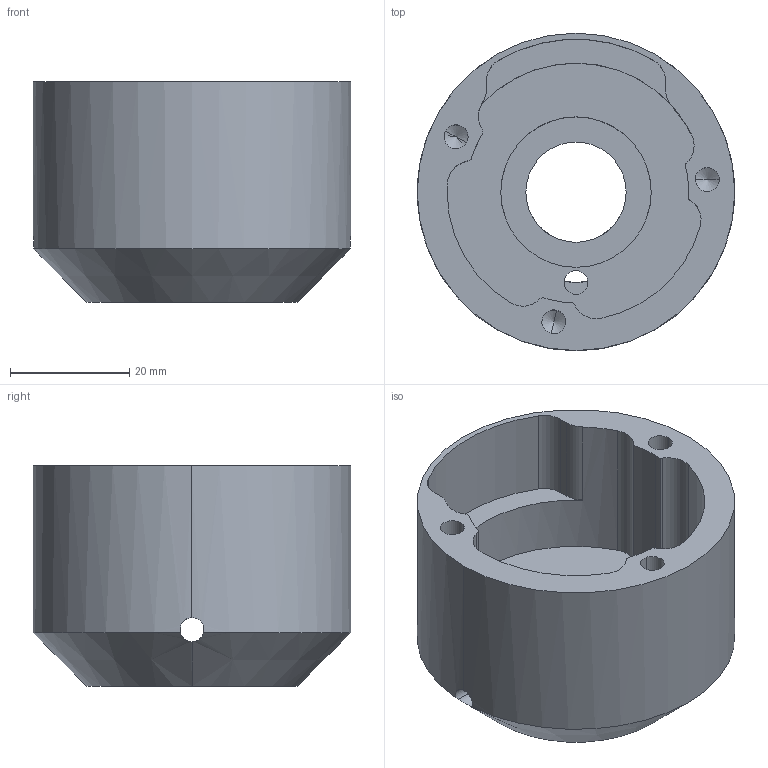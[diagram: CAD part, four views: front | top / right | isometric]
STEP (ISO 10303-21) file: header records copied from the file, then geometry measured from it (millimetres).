
FILE_DESCRIPTION(('CATIA V5 STEP Exchange'),'2;1');
FILE_NAME('Tete capteur.stp','2018-12-04T17:14:45+00:00',('none'),('none'),'Version 5-6 Release 2013','CATIA V5 STEP AP203','none');
FILE_SCHEMA(('CONFIG_CONTROL_DESIGN'));
Length unit declared in the file: millimetre
Products named in the file (1): Partie capteur
Bounding box: 53.19 x 53.19 x 37 mm (x, y, z)
Volume: 33489.6 mm3; surface area: 14455.9 mm2
Topology: 1 solids, 1 shells, 70 faces, 204 edges, 132 vertices
Faces by surface type: cylinder 50, plane 12, cone 8
Entity records: 2220 total; most frequent: CARTESIAN_POINT 477, ORIENTED_EDGE 396, DIRECTION 270, EDGE_CURVE 198, AXIS2_PLACEMENT_3D 151, VERTEX_POINT 131, CIRCLE 104, EDGE_LOOP 79
